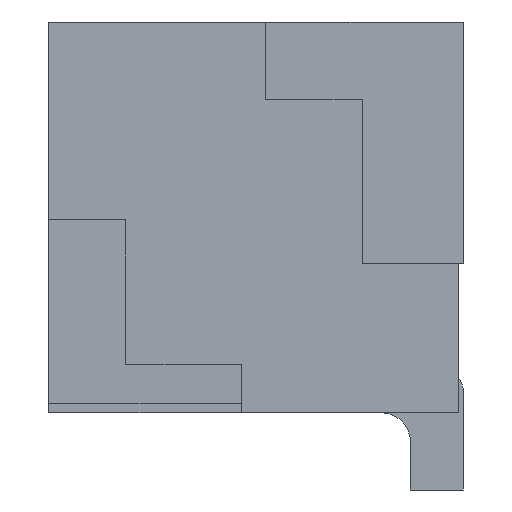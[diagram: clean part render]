
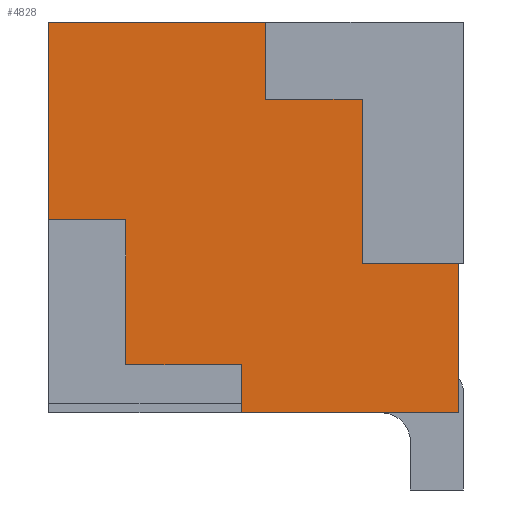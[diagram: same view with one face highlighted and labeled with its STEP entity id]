
A CAD part, left-side view. The second image highlights one B-rep face of the part: STEP entity #4828.
In plain terms, the highlighted planar face has unit normal (-1, 0, 0).
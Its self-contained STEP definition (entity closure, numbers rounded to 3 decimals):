
#166=PLANE('',#5112);
#409=FACE_OUTER_BOUND('',#655,.T.);
#655=EDGE_LOOP('',(#4057,#4058,#4059,#4060,#4061,#4062,#4063,#4064,#4065,
#4066,#4067,#4068));
#1166=LINE('',#7290,#1841);
#1206=LINE('',#7367,#1881);
#1209=LINE('',#7374,#1884);
#1210=LINE('',#7376,#1885);
#1211=LINE('',#7377,#1886);
#1212=LINE('',#7379,#1887);
#1213=LINE('',#7381,#1888);
#1214=LINE('',#7383,#1889);
#1215=LINE('',#7384,#1890);
#1216=LINE('',#7386,#1891);
#1217=LINE('',#7388,#1892);
#1218=LINE('',#7389,#1893);
#1841=VECTOR('',#5930,1000.);
#1881=VECTOR('',#5978,1000.);
#1884=VECTOR('',#5983,1000.);
#1885=VECTOR('',#5984,1000.);
#1886=VECTOR('',#5985,1000.);
#1887=VECTOR('',#5986,1000.);
#1888=VECTOR('',#5987,1000.);
#1889=VECTOR('',#5988,1000.);
#1890=VECTOR('',#5989,1000.);
#1891=VECTOR('',#5990,1000.);
#1892=VECTOR('',#5991,1000.);
#1893=VECTOR('',#5992,1000.);
#2445=VERTEX_POINT('',#7287);
#2446=VERTEX_POINT('',#7289);
#2478=VERTEX_POINT('',#7364);
#2479=VERTEX_POINT('',#7366);
#2481=VERTEX_POINT('',#7372);
#2482=VERTEX_POINT('',#7373);
#2483=VERTEX_POINT('',#7375);
#2484=VERTEX_POINT('',#7378);
#2485=VERTEX_POINT('',#7380);
#2486=VERTEX_POINT('',#7382);
#2487=VERTEX_POINT('',#7385);
#2488=VERTEX_POINT('',#7387);
#3016=EDGE_CURVE('',#2446,#2445,#1166,.T.);
#3056=EDGE_CURVE('',#2478,#2479,#1206,.T.);
#3059=EDGE_CURVE('',#2481,#2482,#1209,.T.);
#3060=EDGE_CURVE('',#2482,#2483,#1210,.T.);
#3061=EDGE_CURVE('',#2479,#2483,#1211,.T.);
#3062=EDGE_CURVE('',#2484,#2478,#1212,.T.);
#3063=EDGE_CURVE('',#2485,#2484,#1213,.T.);
#3064=EDGE_CURVE('',#2486,#2485,#1214,.T.);
#3065=EDGE_CURVE('',#2446,#2486,#1215,.T.);
#3066=EDGE_CURVE('',#2445,#2487,#1216,.T.);
#3067=EDGE_CURVE('',#2487,#2488,#1217,.T.);
#3068=EDGE_CURVE('',#2488,#2481,#1218,.T.);
#4057=ORIENTED_EDGE('',*,*,#3059,.T.);
#4058=ORIENTED_EDGE('',*,*,#3060,.T.);
#4059=ORIENTED_EDGE('',*,*,#3061,.F.);
#4060=ORIENTED_EDGE('',*,*,#3056,.F.);
#4061=ORIENTED_EDGE('',*,*,#3062,.F.);
#4062=ORIENTED_EDGE('',*,*,#3063,.F.);
#4063=ORIENTED_EDGE('',*,*,#3064,.F.);
#4064=ORIENTED_EDGE('',*,*,#3065,.F.);
#4065=ORIENTED_EDGE('',*,*,#3016,.T.);
#4066=ORIENTED_EDGE('',*,*,#3066,.T.);
#4067=ORIENTED_EDGE('',*,*,#3067,.T.);
#4068=ORIENTED_EDGE('',*,*,#3068,.T.);
#4828=ADVANCED_FACE('',(#409),#166,.F.);
#5112=AXIS2_PLACEMENT_3D('',#7371,#5981,#5982);
#5930=DIRECTION('',(0.,-1.,0.));
#5978=DIRECTION('',(0.,0.,1.));
#5981=DIRECTION('center_axis',(1.,0.,0.));
#5982=DIRECTION('ref_axis',(0.,1.,0.));
#5983=DIRECTION('',(0.,1.,0.));
#5984=DIRECTION('',(0.,0.,1.));
#5985=DIRECTION('',(0.,-1.,0.));
#5986=DIRECTION('',(0.,1.,0.));
#5987=DIRECTION('',(0.,0.,1.));
#5988=DIRECTION('',(0.,1.,0.));
#5989=DIRECTION('',(0.,0.,1.));
#5990=DIRECTION('',(0.,0.,1.));
#5991=DIRECTION('',(0.,1.,0.));
#5992=DIRECTION('',(0.,0.,1.));
#7287=CARTESIAN_POINT('',(-4.75,0.,-2.025));
#7289=CARTESIAN_POINT('',(-4.75,2.25,-2.025));
#7290=CARTESIAN_POINT('',(-4.75,4.25,-2.025));
#7364=CARTESIAN_POINT('',(-4.75,4.25,-0.025));
#7366=CARTESIAN_POINT('',(-4.75,4.25,2.025));
#7367=CARTESIAN_POINT('',(-4.75,4.25,2.025));
#7371=CARTESIAN_POINT('Origin',(-4.75,4.25,2.025));
#7372=CARTESIAN_POINT('',(-4.75,1.,1.225));
#7373=CARTESIAN_POINT('',(-4.75,2.,1.225));
#7374=CARTESIAN_POINT('',(-4.75,2.,1.225));
#7375=CARTESIAN_POINT('',(-4.75,2.,2.025));
#7376=CARTESIAN_POINT('',(-4.75,2.,2.025));
#7377=CARTESIAN_POINT('',(-4.75,4.25,2.025));
#7378=CARTESIAN_POINT('',(-4.75,3.45,-0.025));
#7379=CARTESIAN_POINT('',(-4.75,3.45,-0.025));
#7380=CARTESIAN_POINT('',(-4.75,3.45,-1.525));
#7381=CARTESIAN_POINT('',(-4.75,3.45,-1.525));
#7382=CARTESIAN_POINT('',(-4.75,2.25,-1.525));
#7383=CARTESIAN_POINT('',(-4.75,2.25,-1.525));
#7384=CARTESIAN_POINT('',(-4.75,2.25,-2.025));
#7385=CARTESIAN_POINT('',(-4.75,0.,-0.475));
#7386=CARTESIAN_POINT('',(-4.75,0.,2.025));
#7387=CARTESIAN_POINT('',(-4.75,1.,-0.475));
#7388=CARTESIAN_POINT('',(-4.75,1.,-0.475));
#7389=CARTESIAN_POINT('',(-4.75,1.,1.225));
